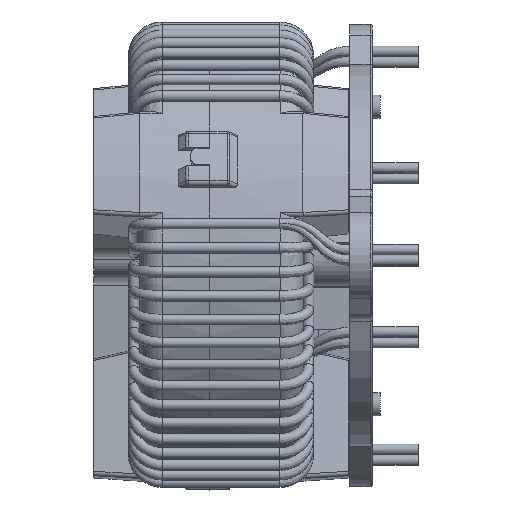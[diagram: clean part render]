
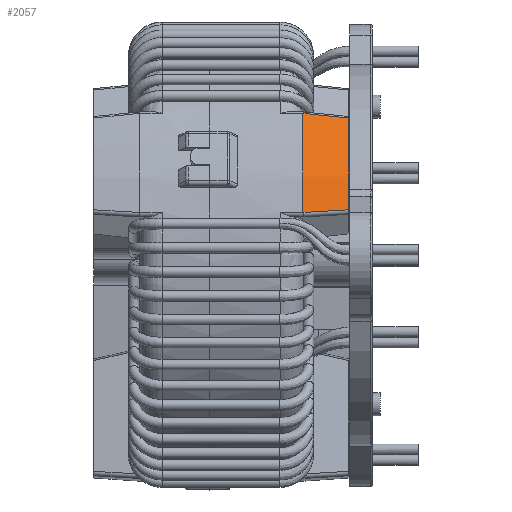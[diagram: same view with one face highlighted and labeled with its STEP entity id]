
A CAD part, left-side view. The second image highlights one B-rep face of the part: STEP entity #2057.
In plain terms, the highlighted conical face has half-angle 4 degrees and reference radius 29.34 mm.
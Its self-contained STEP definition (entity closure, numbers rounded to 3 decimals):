
#2057 = ADVANCED_FACE( '', ( #4746 ), #4747, .T. );
#4746 = FACE_OUTER_BOUND( '', #10974, .T. );
#4747 = CONICAL_SURFACE( '', #10975, 29.34, 0.07 );
#10974 = EDGE_LOOP( '', ( #23599, #23600, #23601, #23602 ) );
#10975 = AXIS2_PLACEMENT_3D( '', #23603, #23604, #23605 );
#23599 = ORIENTED_EDGE( '', *, *, #30848, .T. );
#23600 = ORIENTED_EDGE( '', *, *, #30849, .F. );
#23601 = ORIENTED_EDGE( '', *, *, #30552, .F. );
#23602 = ORIENTED_EDGE( '', *, *, #30850, .F. );
#23603 = CARTESIAN_POINT( '', ( 0., -3., 0. ) );
#23604 = DIRECTION( '', ( 0., 1., 0. ) );
#23605 = DIRECTION( '', ( 1., 0., 0. ) );
#30552 = EDGE_CURVE( '', #34546, #35409, #35410, .T. );
#30848 = EDGE_CURVE( '', #35845, #35846, #35847, .T. );
#30849 = EDGE_CURVE( '', #35409, #35846, #35848, .T. );
#30850 = EDGE_CURVE( '', #35845, #34546, #35849, .T. );
#34546 = VERTEX_POINT( '', #41344 );
#35409 = VERTEX_POINT( '', #42833 );
#35410 = CIRCLE( '', #42834, 29.55 );
#35845 = VERTEX_POINT( '', #43427 );
#35846 = VERTEX_POINT( '', #43428 );
#35847 = CIRCLE( '', #43429, 29.13 );
#35848 = B_SPLINE_CURVE_WITH_KNOTS( '', 3, ( #43430, #43431, #43432, #43433, #43434, #43435, #43436 ), .UNSPECIFIED., .F., .F., ( 4, 1, 1, 1, 4 ), ( 0., 0.246, 0.5, 0.75, 1. ), .UNSPECIFIED. );
#35849 = B_SPLINE_CURVE_WITH_KNOTS( '', 3, ( #43437, #43438, #43439, #43440, #43441, #43442, #43443 ), .UNSPECIFIED., .F., .F., ( 4, 1, 1, 1, 4 ), ( 0., 0.25, 0.5, 0.754, 1. ), .UNSPECIFIED. );
#41344 = CARTESIAN_POINT( '', ( -20.533, 0., 21.251 ) );
#42833 = CARTESIAN_POINT( '', ( -8.138, 0., 28.407 ) );
#42834 = AXIS2_PLACEMENT_3D( '', #48392, #48393, #48394 );
#43427 = CARTESIAN_POINT( '', ( -19.927, -6., 21.249 ) );
#43428 = CARTESIAN_POINT( '', ( -8.438, -6., 27.882 ) );
#43429 = AXIS2_PLACEMENT_3D( '', #48815, #48816, #48817 );
#43430 = CARTESIAN_POINT( '', ( -8.138, 0., 28.408 ) );
#43431 = CARTESIAN_POINT( '', ( -8.163, -0.491, 28.364 ) );
#43432 = CARTESIAN_POINT( '', ( -8.214, -1.49, 28.277 ) );
#43433 = CARTESIAN_POINT( '', ( -8.287, -2.99, 28.146 ) );
#43434 = CARTESIAN_POINT( '', ( -8.362, -4.499, 28.014 ) );
#43435 = CARTESIAN_POINT( '', ( -8.413, -5.5, 27.926 ) );
#43436 = CARTESIAN_POINT( '', ( -8.438, -6., 27.882 ) );
#43437 = CARTESIAN_POINT( '', ( -19.927, -6., 21.249 ) );
#43438 = CARTESIAN_POINT( '', ( -19.978, -5.5, 21.248 ) );
#43439 = CARTESIAN_POINT( '', ( -20.08, -4.499, 21.248 ) );
#43440 = CARTESIAN_POINT( '', ( -20.231, -2.99, 21.25 ) );
#43441 = CARTESIAN_POINT( '', ( -20.381, -1.49, 21.252 ) );
#43442 = CARTESIAN_POINT( '', ( -20.483, -0.491, 21.251 ) );
#43443 = CARTESIAN_POINT( '', ( -20.533, 0., 21.251 ) );
#48392 = CARTESIAN_POINT( '', ( 0., 0., 0. ) );
#48393 = DIRECTION( '', ( 0., 1., 0. ) );
#48394 = DIRECTION( '', ( -0.695, 0., 0.719 ) );
#48815 = CARTESIAN_POINT( '', ( 0., -6., 0. ) );
#48816 = DIRECTION( '', ( 0., 1., 0. ) );
#48817 = DIRECTION( '', ( -0.684, 0., 0.729 ) );
